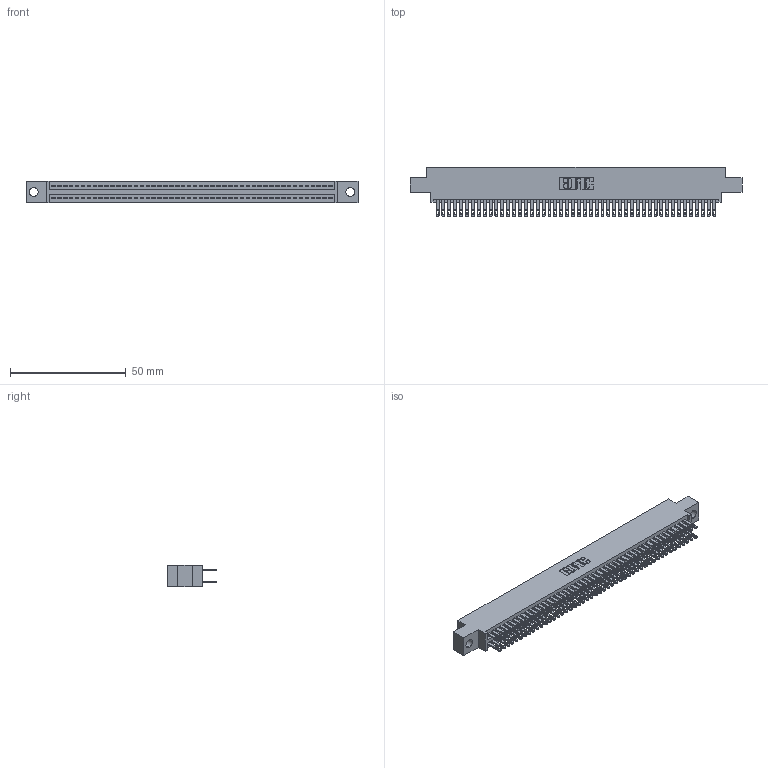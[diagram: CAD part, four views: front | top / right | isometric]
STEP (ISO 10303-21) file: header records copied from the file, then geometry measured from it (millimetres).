
FILE_DESCRIPTION (( 'STEP AP203' ), '1' );
FILE_NAME ('345-096-500-804.STEP', '2021-05-20T16:53:01', ( '' ), ( '' ), 'SwSTEP 2.0', 'SolidWorks 2020', '' );
FILE_SCHEMA (( 'CONFIG_CONTROL_DESIGN' ));
Length unit declared in the file: inch
Products named in the file (3): 345-096-500-804; 345 Part_0.170 Offset - 0.156 Dia-TI; 345-292-001_345-293-100
Assembly tree (97 placements, depth 2):
  345-096-500-804
    345 Part_0.170 Offset - 0.156 Dia-TI
    345-292-001_345-293-100  x96
Bounding box: 143.13 x 21.51 x 9.4 mm (x, y, z)
Volume: 14033.4 mm3; surface area: 21834.2 mm2
Topology: 97 solids, 97 shells, 4560 faces, 13925 edges, 9282 vertices
Faces by surface type: plane 2690, cylinder 1870
Entity records: 37335 total; most frequent: CARTESIAN_POINT 6258, ORIENTED_EDGE 6190, DIRECTION 5511, EDGE_CURVE 3095, VECTOR 2767, LINE 2767, VERTEX_POINT 2062, AXIS2_PLACEMENT_3D 1372
